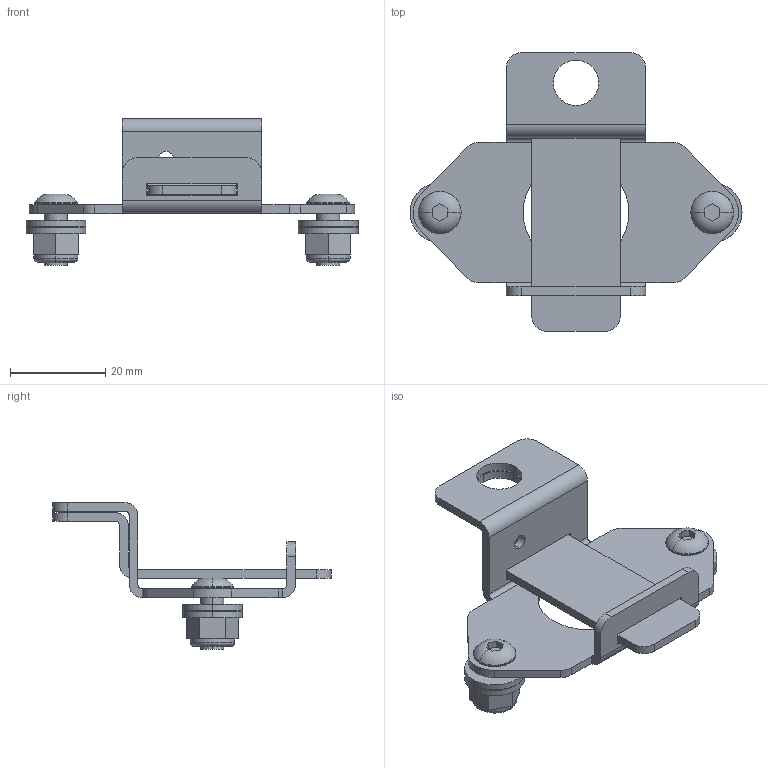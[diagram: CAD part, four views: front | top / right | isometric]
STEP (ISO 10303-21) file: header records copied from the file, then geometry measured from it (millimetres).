
FILE_DESCRIPTION (( 'STEP AP203' ), '1' );
FILE_NAME ('EJPA_Default.step', '2019-11-13T20:08:43', ( '' ), ( '' ), 'SwSTEP 2.0', 'SolidWorks 2019', '' );
FILE_SCHEMA (( 'CONFIG_CONTROL_DESIGN' ));
Length unit declared in the file: inch
Products named in the file (1): EJPA_Default
Bounding box: 69.67 x 58.5 x 30.8 mm (x, y, z)
Volume: 8627.7 mm3; surface area: 10786 mm2
Topology: 8 solids, 8 shells, 183 faces, 453 edges, 294 vertices
Faces by surface type: plane 96, cylinder 71, bspline 12, torus 4
Entity records: 5938 total; most frequent: CARTESIAN_POINT 1439, DIRECTION 927, ORIENTED_EDGE 906, EDGE_CURVE 453, AXIS2_PLACEMENT_3D 342, VERTEX_POINT 294, VECTOR 243, LINE 243
